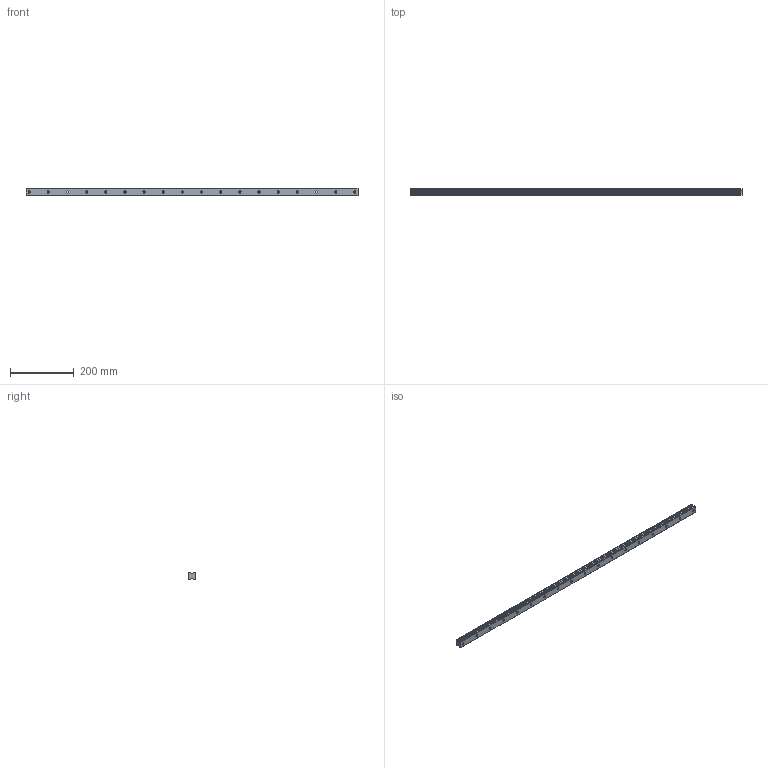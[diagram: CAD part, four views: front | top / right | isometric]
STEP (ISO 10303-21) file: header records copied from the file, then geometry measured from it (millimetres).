
FILE_DESCRIPTION (( 'STEP AP214' ), '1' );
FILE_NAME ('SHS25C1SS-1040L_G10_0_B-M6F_474_0_0_0_1.STEP', '2021-06-18T12:23:38', ( '' ), ( '' ), 'SwSTEP 2.0', 'SolidWorks 2021', '' );
FILE_SCHEMA (( 'AUTOMOTIVE_DESIGN' ));
Length unit declared in the file: millimetre
Products named in the file (2): _SHS25C104010 Track; SHS25C1SS-1040L_G10_0_B-M6F_474_0_0_0_1
Assembly tree (1 placements, depth 2):
  SHS25C1SS-1040L_G10_0_B-M6F_474_0_0_0_1
    _SHS25C104010 Track
Bounding box: 1040 x 20 x 23 mm (x, y, z)
Volume: 402468.9 mm3; surface area: 99948.5 mm2
Topology: 1 solids, 1 shells, 132 faces, 336 edges, 224 vertices
Faces by surface type: cylinder 98, plane 34
Entity records: 4234 total; most frequent: DIRECTION 804, CARTESIAN_POINT 696, ORIENTED_EDGE 672, EDGE_CURVE 336, AXIS2_PLACEMENT_3D 332, VERTEX_POINT 224, CIRCLE 196, EDGE_LOOP 186
